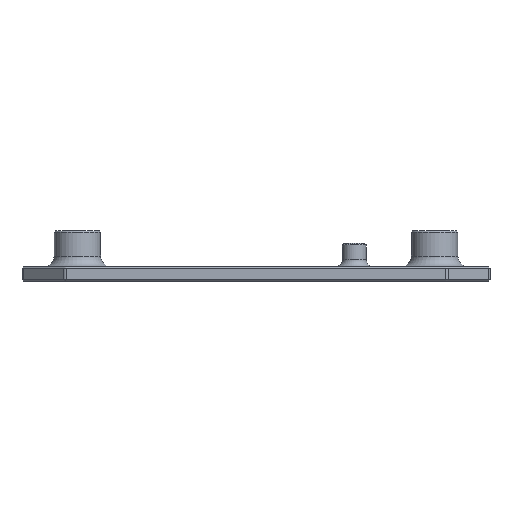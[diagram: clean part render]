
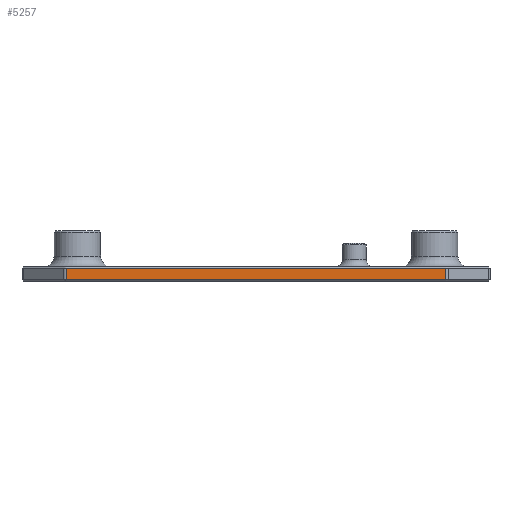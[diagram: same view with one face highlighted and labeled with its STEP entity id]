
A CAD part, front view. The second image highlights one B-rep face of the part: STEP entity #5257.
In plain terms, the highlighted planar face has unit normal (0, -1, 0).
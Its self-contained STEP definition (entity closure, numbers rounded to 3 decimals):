
#403 = CARTESIAN_POINT ( 'NONE',  ( -65.5, -95., 0.4 ) ) ;
#485 = CARTESIAN_POINT ( 'NONE',  ( -53.086, -95., 3.6 ) ) ;
#522 = CARTESIAN_POINT ( 'NONE',  ( -53.086, -95., 3.6 ) ) ;
#539 = DIRECTION ( 'NONE',  ( -1., 0., 0. ) ) ;
#594 = CARTESIAN_POINT ( 'NONE',  ( -53.086, -95., 0.4 ) ) ;
#599 = LINE ( 'NONE', #485, #2692 ) ;
#650 = LINE ( 'NONE', #694, #4060 ) ;
#694 = CARTESIAN_POINT ( 'NONE',  ( -53.086, -95., 0. ) ) ;
#845 = CARTESIAN_POINT ( 'NONE',  ( -65.5, -95., 4. ) ) ;
#873 = CARTESIAN_POINT ( 'NONE',  ( 53.086, -95., 4. ) ) ;
#1134 = DIRECTION ( 'NONE',  ( 0., 0., 1. ) ) ;
#1247 = DIRECTION ( 'NONE',  ( 0., 0., 1. ) ) ;
#1251 = DIRECTION ( 'NONE',  ( 1., 0., 0. ) ) ;
#1352 = ORIENTED_EDGE ( 'NONE', *, *, #2232, .T. ) ;
#1412 = VERTEX_POINT ( 'NONE', #522 ) ;
#1508 = VERTEX_POINT ( 'NONE', #594 ) ;
#1559 = LINE ( 'NONE', #873, #2960 ) ;
#1588 = ORIENTED_EDGE ( 'NONE', *, *, #3934, .T. ) ;
#1680 = ORIENTED_EDGE ( 'NONE', *, *, #3262, .T. ) ;
#1737 = ORIENTED_EDGE ( 'NONE', *, *, #1787, .T. ) ;
#1787 = EDGE_CURVE ( 'NONE', #3388, #3470, #1559, .T. ) ;
#2035 = VECTOR ( 'NONE', #1251, 1000. ) ;
#2232 = EDGE_CURVE ( 'NONE', #1412, #1508, #650, .T. ) ;
#2692 = VECTOR ( 'NONE', #539, 1000. ) ;
#2960 = VECTOR ( 'NONE', #1134, 1000. ) ;
#3262 = EDGE_CURVE ( 'NONE', #1508, #3388, #3335, .T. ) ;
#3335 = LINE ( 'NONE', #403, #2035 ) ;
#3388 = VERTEX_POINT ( 'NONE', #4625 ) ;
#3470 = VERTEX_POINT ( 'NONE', #4386 ) ;
#3691 = DIRECTION ( 'NONE',  ( 0., 0., -1. ) ) ;
#3863 = AXIS2_PLACEMENT_3D ( 'NONE', #845, #4953, #1247 ) ;
#3934 = EDGE_CURVE ( 'NONE', #3470, #1412, #599, .T. ) ;
#4060 = VECTOR ( 'NONE', #3691, 1000. ) ;
#4200 = FACE_OUTER_BOUND ( 'NONE', #4597, .T. ) ;
#4386 = CARTESIAN_POINT ( 'NONE',  ( 53.086, -95., 3.6 ) ) ;
#4546 = PLANE ( 'NONE',  #3863 ) ;
#4597 = EDGE_LOOP ( 'NONE', ( #1737, #1588, #1352, #1680 ) ) ;
#4625 = CARTESIAN_POINT ( 'NONE',  ( 53.086, -95., 0.4 ) ) ;
#4953 = DIRECTION ( 'NONE',  ( 0., 1., 0. ) ) ;
#5257 = ADVANCED_FACE ( 'NONE', ( #4200 ), #4546, .F. ) ;
